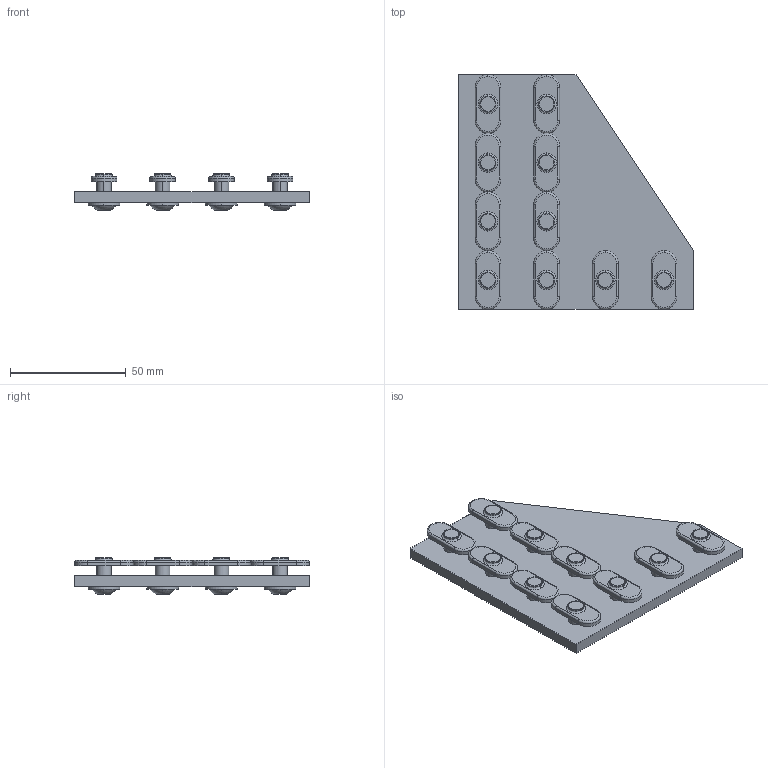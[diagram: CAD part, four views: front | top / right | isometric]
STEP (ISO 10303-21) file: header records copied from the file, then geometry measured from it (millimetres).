
FILE_DESCRIPTION (( 'STEP AP203' ), '1' );
FILE_NAME ('653064OH.SLDASM.step', '2003-10-13T11:21:58', ( 'Jerry Winters' ), ( 'GoEngineer' ), 'SwSTEP 2.0', 'SolidWorks 2003174', '' );
FILE_SCHEMA (( 'CONFIG_CONTROL_DESIGN' ));
Length unit declared in the file: inch
Products named in the file (5): 653064OH.SLDASM; Joining Plate (90 Degree)_653064; 651130; FBHSCS_651136; 651163
Assembly tree (13 placements, depth 3):
  653064OH.SLDASM
    651130  x10
      FBHSCS_651136
      651163
    Joining Plate (90 Degree)_653064
Bounding box: 101.6 x 101.6 x 16 mm (x, y, z)
Volume: 50308.7 mm3; surface area: 32226.1 mm2
Topology: 21 solids, 21 shells, 387 faces, 845 edges, 540 vertices
Faces by surface type: plane 167, cylinder 150, torus 50, sphere 20
Entity records: 2739 total; most frequent: DIRECTION 392, CARTESIAN_POINT 331, ORIENTED_EDGE 304, AXIS2_PLACEMENT_3D 160, EDGE_CURVE 152, VERTEX_POINT 99, EDGE_LOOP 89, CIRCLE 80
